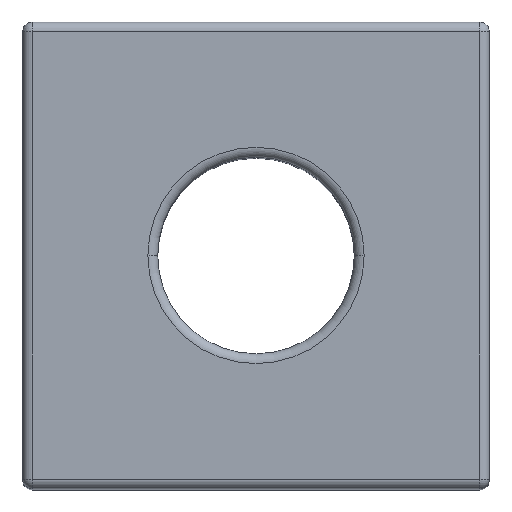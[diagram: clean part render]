
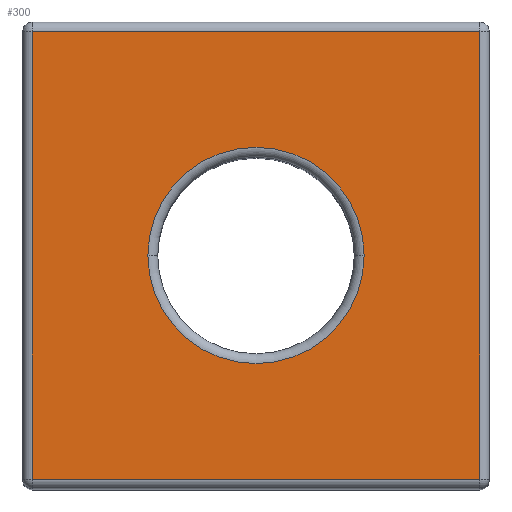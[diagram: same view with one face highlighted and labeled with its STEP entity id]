
A CAD part, top view. The second image highlights one B-rep face of the part: STEP entity #300.
In plain terms, the highlighted planar face has unit normal (0, 0, 1).
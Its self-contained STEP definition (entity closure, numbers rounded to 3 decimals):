
#4 = DIRECTION ( 'NONE',  ( -1., 0., 0. ) ) ;
#6 = DIRECTION ( 'NONE',  ( 1., 0., 0. ) ) ;
#27 = DIRECTION ( 'NONE',  ( 0., 1., 0. ) ) ;
#35 = CARTESIAN_POINT ( 'NONE',  ( 0., 0., 32.5 ) ) ;
#52 = ORIENTED_EDGE ( 'NONE', *, *, #263, .T. ) ;
#78 = CARTESIAN_POINT ( 'NONE',  ( -11.375, 11.375, 32.5 ) ) ;
#81 = CARTESIAN_POINT ( 'NONE',  ( -11.875, 11.375, 32.5 ) ) ;
#90 = AXIS2_PLACEMENT_3D ( 'NONE', #329, #224, #485 ) ;
#107 = EDGE_CURVE ( 'NONE', #217, #457, #188, .T. ) ;
#120 = AXIS2_PLACEMENT_3D ( 'NONE', #236, #409, #525 ) ;
#139 = CARTESIAN_POINT ( 'NONE',  ( 11.375, 11.375, 32.5 ) ) ;
#140 = CARTESIAN_POINT ( 'NONE',  ( 11.375, -11.375, 32.5 ) ) ;
#167 = DIRECTION ( 'NONE',  ( 0., -1., 0. ) ) ;
#177 = CIRCLE ( 'NONE', #90, 5.5 ) ;
#188 = LINE ( 'NONE', #81, #299 ) ;
#191 = FACE_OUTER_BOUND ( 'NONE', #386, .T. ) ;
#214 = LINE ( 'NONE', #845, #238 ) ;
#217 = VERTEX_POINT ( 'NONE', #139 ) ;
#219 = CARTESIAN_POINT ( 'NONE',  ( -5.5, 0., 32.5 ) ) ;
#224 = DIRECTION ( 'NONE',  ( 0., 0., -1. ) ) ;
#236 = CARTESIAN_POINT ( 'NONE',  ( 0., 0., 32.5 ) ) ;
#238 = VECTOR ( 'NONE', #6, 1000. ) ;
#248 = PLANE ( 'NONE',  #834 ) ;
#263 = EDGE_CURVE ( 'NONE', #700, #634, #177, .T. ) ;
#287 = VECTOR ( 'NONE', #27, 1000. ) ;
#299 = VECTOR ( 'NONE', #4, 1000. ) ;
#300 = ADVANCED_FACE ( 'NONE', ( #351, #191 ), #248, .T. ) ;
#314 = ORIENTED_EDGE ( 'NONE', *, *, #107, .T. ) ;
#328 = LINE ( 'NONE', #812, #287 ) ;
#329 = CARTESIAN_POINT ( 'NONE',  ( 0., 0., 32.5 ) ) ;
#351 = FACE_BOUND ( 'NONE', #391, .T. ) ;
#386 = EDGE_LOOP ( 'NONE', ( #742, #314, #796, #603 ) ) ;
#391 = EDGE_LOOP ( 'NONE', ( #52, #719 ) ) ;
#409 = DIRECTION ( 'NONE',  ( 0., 0., -1. ) ) ;
#410 = VERTEX_POINT ( 'NONE', #615 ) ;
#453 = EDGE_CURVE ( 'NONE', #634, #700, #641, .T. ) ;
#457 = VERTEX_POINT ( 'NONE', #78 ) ;
#462 = DIRECTION ( 'NONE',  ( 0., 0., 1. ) ) ;
#485 = DIRECTION ( 'NONE',  ( 1., 0., 0. ) ) ;
#488 = VERTEX_POINT ( 'NONE', #140 ) ;
#525 = DIRECTION ( 'NONE',  ( 1., 0., 0. ) ) ;
#564 = CARTESIAN_POINT ( 'NONE',  ( -11.375, -11.875, 32.5 ) ) ;
#570 = EDGE_CURVE ( 'NONE', #410, #488, #214, .T. ) ;
#603 = ORIENTED_EDGE ( 'NONE', *, *, #570, .T. ) ;
#615 = CARTESIAN_POINT ( 'NONE',  ( -11.375, -11.375, 32.5 ) ) ;
#634 = VERTEX_POINT ( 'NONE', #219 ) ;
#641 = CIRCLE ( 'NONE', #120, 5.5 ) ;
#647 = DIRECTION ( 'NONE',  ( 1., 0., 0. ) ) ;
#683 = EDGE_CURVE ( 'NONE', #488, #217, #328, .T. ) ;
#694 = EDGE_CURVE ( 'NONE', #457, #410, #787, .T. ) ;
#700 = VERTEX_POINT ( 'NONE', #735 ) ;
#719 = ORIENTED_EDGE ( 'NONE', *, *, #453, .T. ) ;
#735 = CARTESIAN_POINT ( 'NONE',  ( 5.5, 0., 32.5 ) ) ;
#742 = ORIENTED_EDGE ( 'NONE', *, *, #683, .T. ) ;
#773 = VECTOR ( 'NONE', #167, 1000. ) ;
#787 = LINE ( 'NONE', #564, #773 ) ;
#796 = ORIENTED_EDGE ( 'NONE', *, *, #694, .T. ) ;
#812 = CARTESIAN_POINT ( 'NONE',  ( 11.375, 11.875, 32.5 ) ) ;
#834 = AXIS2_PLACEMENT_3D ( 'NONE', #35, #462, #647 ) ;
#845 = CARTESIAN_POINT ( 'NONE',  ( 11.875, -11.375, 32.5 ) ) ;
